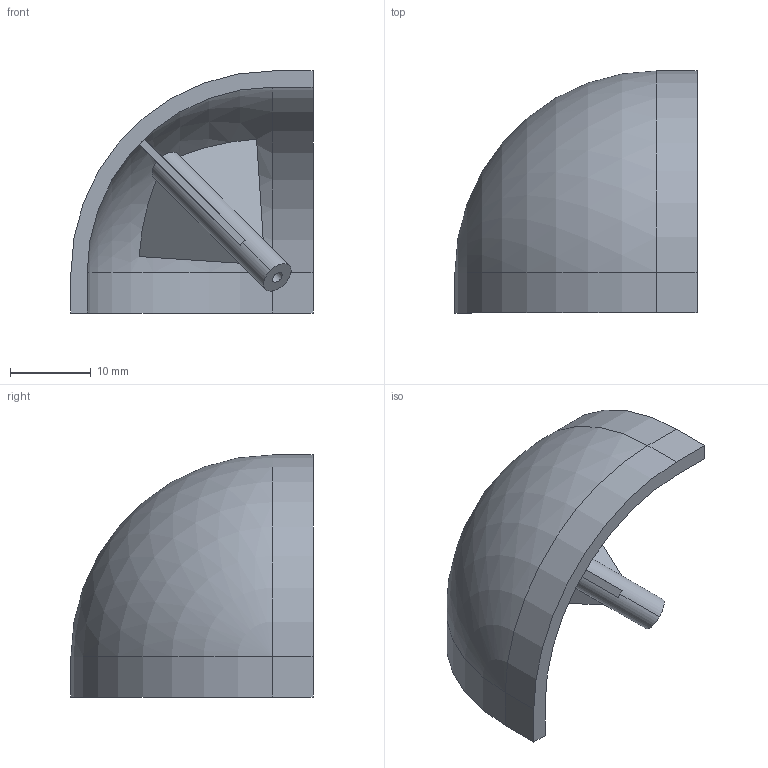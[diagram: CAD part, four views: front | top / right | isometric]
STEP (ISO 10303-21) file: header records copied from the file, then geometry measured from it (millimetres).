
FILE_DESCRIPTION(('STEP AP214'),'1');
FILE_NAME('cctmp_70D1E6FA-D0D3-4B8D-9F6D-25B563FCF6BC_2022_08_02_15_59_02_0581_14128..stp','2022-08-02T13:59:02',('Bosch Rexroth AG'),('CADClick - www.CADClick.com'),'Spatial InterOp 3D',' ','unknown authorization - (Healing Option Enabled)');
FILE_SCHEMA(('AUTOMOTIVE_DESIGN'));
Length unit declared in the file: millimetre
Products named in the file (1): 2022_08_02_15_59_02_0581
Bounding box: 30 x 30 x 30 mm (x, y, z)
Volume: 3648.1 mm3; surface area: 4315.1 mm2
Topology: 1 solids, 1 shells, 32 faces, 80 edges, 50 vertices
Faces by surface type: plane 20, cylinder 10, sphere 2
Entity records: 1229 total; most frequent: DIRECTION 179, CARTESIAN_POINT 161, ORIENTED_EDGE 156, EDGE_CURVE 78, AXIS2_PLACEMENT_3D 68, VERTEX_POINT 50, LINE 43, VECTOR 43
